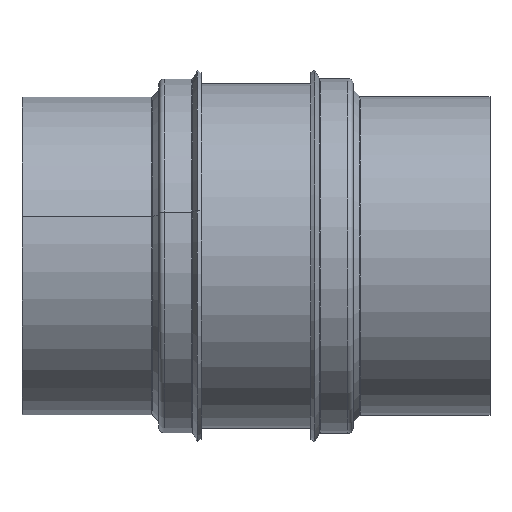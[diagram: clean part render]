
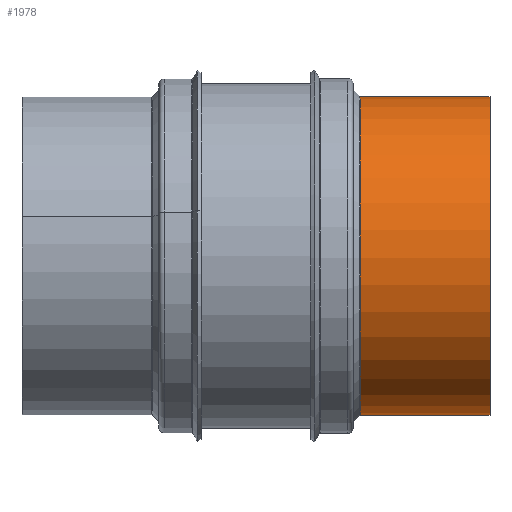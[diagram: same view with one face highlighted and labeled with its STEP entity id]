
A CAD part, left-side view. The second image highlights one B-rep face of the part: STEP entity #1978.
In plain terms, the highlighted cylindrical face has radius 19.05 mm (diameter 38.1 mm), a partial arc.
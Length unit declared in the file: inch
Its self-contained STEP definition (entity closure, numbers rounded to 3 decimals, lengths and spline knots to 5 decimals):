
#55 = EDGE_LOOP ( 'NONE', ( #116, #117, #118, #120 ) ) ;
#116 = ORIENTED_EDGE ( 'NONE', *, *, #1147, .F. ) ;
#117 = ORIENTED_EDGE ( 'NONE', *, *, #578, .T. ) ;
#118 = ORIENTED_EDGE ( 'NONE', *, *, #1149, .T. ) ;
#120 = ORIENTED_EDGE ( 'NONE', *, *, #2045, .F. ) ;
#319 = VERTEX_POINT ( 'NONE', #623 ) ;
#333 = VERTEX_POINT ( 'NONE', #633 ) ;
#353 = VERTEX_POINT ( 'NONE', #657 ) ;
#578 = EDGE_CURVE ( 'NONE', #353, #319, #1956, .T. ) ;
#623 = CARTESIAN_POINT ( 'NONE',  ( -0.00735, -0.664, 0.74996 ) ) ;
#633 = CARTESIAN_POINT ( 'NONE',  ( -0.00735, -0.05316, 0.74996 ) ) ;
#657 = CARTESIAN_POINT ( 'NONE',  ( 0.00735, -0.664, -0.74996 ) ) ;
#668 = AXIS2_PLACEMENT_3D ( 'NONE', #2305, #2306, #2307 ) ;
#719 = CIRCLE ( 'NONE', #668, 0.75 ) ;
#985 = CARTESIAN_POINT ( 'NONE',  ( 0., -0.664, 0. ) ) ;
#986 = DIRECTION ( 'NONE',  ( 0., 1., 0. ) ) ;
#987 = DIRECTION ( 'NONE',  ( -0.01, 0., 1. ) ) ;
#1147 = EDGE_CURVE ( 'NONE', #353, #1598, #2429, .T. ) ;
#1149 = EDGE_CURVE ( 'NONE', #319, #333, #1302, .T. ) ;
#1302 = LINE ( 'NONE', #1310, #1672 ) ;
#1303 = DIRECTION ( 'NONE',  ( 0., 1., 0. ) ) ;
#1309 = CARTESIAN_POINT ( 'NONE',  ( 0.00735, -0.05316, -0.74996 ) ) ;
#1310 = CARTESIAN_POINT ( 'NONE',  ( -0.00735, 1.08802, 0.74996 ) ) ;
#1311 = DIRECTION ( 'NONE',  ( 0., 1., 0. ) ) ;
#1387 = CYLINDRICAL_SURFACE ( 'NONE', #1737, 0.75 ) ;
#1391 = FACE_OUTER_BOUND ( 'NONE', #55, .T. ) ;
#1393 = DIRECTION ( 'NONE',  ( 0., 1., 0. ) ) ;
#1394 = CARTESIAN_POINT ( 'NONE',  ( 0., 1.08802, 0. ) ) ;
#1395 = DIRECTION ( 'NONE',  ( -0.01, 0., 1. ) ) ;
#1598 = VERTEX_POINT ( 'NONE', #1309 ) ;
#1672 = VECTOR ( 'NONE', #1311, 39.37008 ) ;
#1737 = AXIS2_PLACEMENT_3D ( 'NONE', #1394, #1393, #1395 ) ;
#1823 = VECTOR ( 'NONE', #1303, 39.37008 ) ;
#1890 = AXIS2_PLACEMENT_3D ( 'NONE', #985, #986, #987 ) ;
#1956 = CIRCLE ( 'NONE', #1890, 0.75 ) ;
#1978 = ADVANCED_FACE ( 'NONE', ( #1391 ), #1387, .T. ) ;
#2045 = EDGE_CURVE ( 'NONE', #1598, #333, #719, .T. ) ;
#2305 = CARTESIAN_POINT ( 'NONE',  ( 0., -0.05316, 0. ) ) ;
#2306 = DIRECTION ( 'NONE',  ( 0., 1., 0. ) ) ;
#2307 = DIRECTION ( 'NONE',  ( -0.01, 0., 1. ) ) ;
#2429 = LINE ( 'NONE', #2430, #1823 ) ;
#2430 = CARTESIAN_POINT ( 'NONE',  ( 0.00735, 1.08802, -0.74996 ) ) ;
